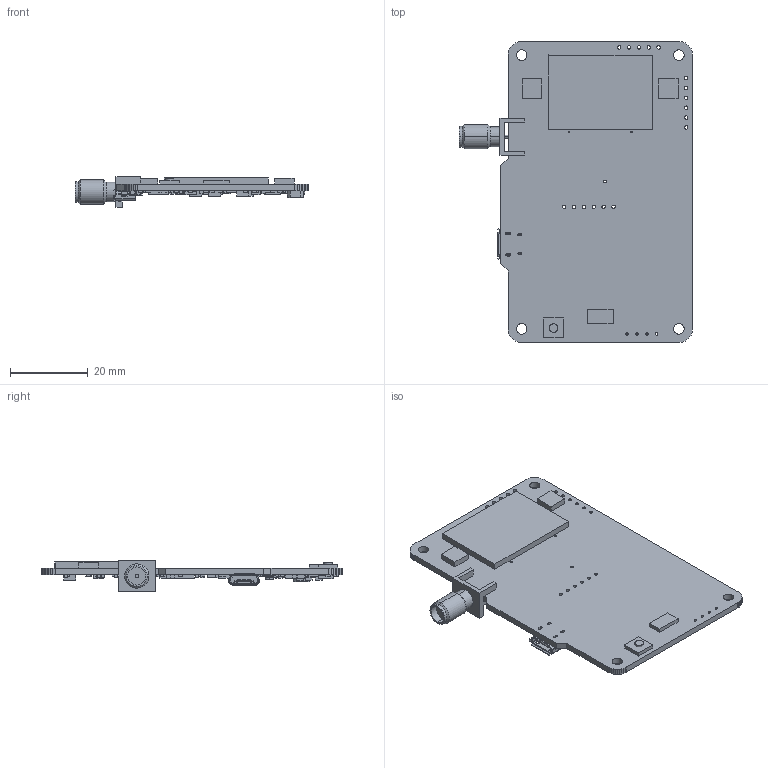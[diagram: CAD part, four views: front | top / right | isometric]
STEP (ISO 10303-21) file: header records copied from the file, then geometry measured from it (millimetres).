
FILE_DESCRIPTION(('Open CASCADE Model'),'2;1');
FILE_NAME('Open CASCADE Shape Model','2015-04-19T23:18:08',('Author'),( 'Open CASCADE'),'Open CASCADE STEP processor 6.2','Open CASCADE 6.2' ,'Unknown');
FILE_SCHEMA(('AUTOMOTIVE_DESIGN { 1 0 10303 214 1 1 1 1 }'));
Length unit declared in the file: millimetre
Products named in the file (236): PCB; Boardbootcamp-base-evt1; J16Mbootcamp-base-evt1; 1471948720; Extruded; 1471949104; J15Mbootcamp-base-evt1; J12Rbootcamp-base-evt1; 1592306640; J10Lbootcamp-base-evt1; J10Dbootcamp-base-evt1; Y10Rbootcamp-base-evt1; 1471950384; Y10Mbootcamp-base-evt1; U19Lbootcamp-base-evt1; 1471944240; U18Lbootcamp-base-evt1; U16Lbootcamp-base-evt1; 1592306384; U13Sbootcamp-base-evt1; 1592307024; U13Bbootcamp-base-evt1; 1592307408; U12Sbootcamp-base-evt1; 1592308176; U12Mbootcamp-base-evt1; 1592307152; U12Bbootcamp-base-evt1; 1592307664; U11Sbootcamp-base-evt1; 1638566624; U11Mbootcamp-base-evt1; 1592308048; U10Sbootcamp-base-evt1; U10Rbootcamp-base-evt1; 1592308304; U10Mbootcamp-base-evt1; 1592306768; U10Bbootcamp-base-evt1; SW10Mbootcamp-base-evt1 ...
Assembly tree (360 placements, depth 4):
  PCB
    Boardbootcamp-base-evt1
    J16Mbootcamp-base-evt1
      1471948720  x2
        Extruded
      1471949104
        Extruded
    J15Mbootcamp-base-evt1
      1471948720  x2
        Extruded
      1471949104
        Extruded
    J12Rbootcamp-base-evt1
      1592306640  x2
        Extruded
      1471949104
        Extruded
    J10Lbootcamp-base-evt1
      1471948720  x2
        Extruded
      1471949104
        Extruded
    J10Dbootcamp-base-evt1
      1592306640  x2
        Extruded
      1471949104
        Extruded
    Y10Rbootcamp-base-evt1
      1471950384
        Extruded
    Y10Mbootcamp-base-evt1
      1471950384
        Extruded
    U19Lbootcamp-base-evt1
      1471944240
        Extruded
    U18Lbootcamp-base-evt1
      1471944240
        Extruded
    U16Lbootcamp-base-evt1
      1592306384
        Extruded
    U13Sbootcamp-base-evt1
      1592307024
        Extruded
    U13Bbootcamp-base-evt1
      1592307408
        Extruded
    U12Sbootcamp-base-evt1
      1592308176
        Extruded
    U12Mbootcamp-base-evt1
      1592307152
        Extruded
    U12Bbootcamp-base-evt1
      1592307664
        Extruded
    U11Sbootcamp-base-evt1
      1638566624
        Extruded
Bounding box: 59.94 x 77.44 x 7.92 mm (x, y, z)
Volume: 7625.5 mm3; surface area: 11587.4 mm2
Topology: 173 solids, 173 shells, 2199 faces, 5377 edges, 3543 vertices
Faces by surface type: plane 1823, cylinder 335, bspline 25, cone 14, revolution 2
Full cylindrical faces by diameter (mm): 0.4 x2, 0.635 x5, 0.9 x17, 2.2 x1, 2.7 x4
Entity records: 118211 total; most frequent: CARTESIAN_POINT 29772, DIRECTION 14118, LINE 8848, VECTOR 8848, ORIENTED_EDGE 7750, PCURVE 7750, DEFINITIONAL_REPRESENTATION 7750, EDGE_CURVE 3875
